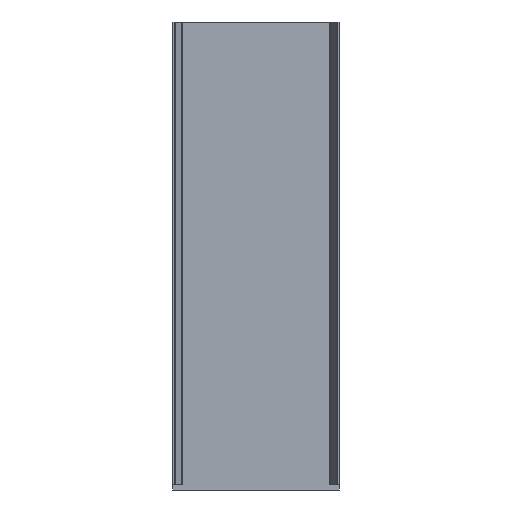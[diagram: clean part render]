
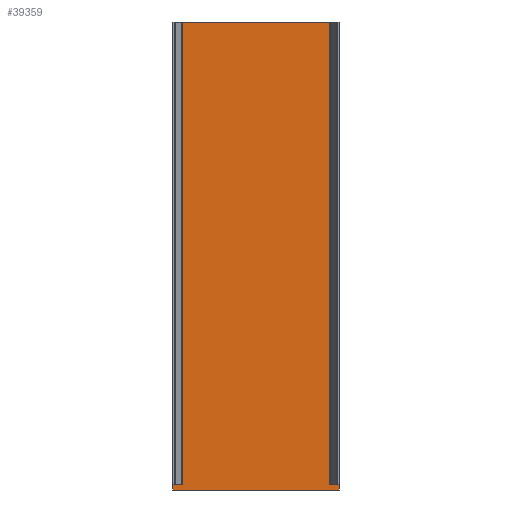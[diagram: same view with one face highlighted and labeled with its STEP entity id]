
A CAD part, left-side view. The second image highlights one B-rep face of the part: STEP entity #39359.
In plain terms, the highlighted planar face has unit normal (-1, 0, 0).
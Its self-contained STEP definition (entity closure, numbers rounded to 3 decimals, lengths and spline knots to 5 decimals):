
#5510=ORIENTED_EDGE('',*,*,#13929,.F.);
#5511=ORIENTED_EDGE('',*,*,#13991,.T.);
#5512=ORIENTED_EDGE('',*,*,#13992,.T.);
#5513=ORIENTED_EDGE('',*,*,#13993,.T.);
#5514=ORIENTED_EDGE('',*,*,#13994,.F.);
#5515=ORIENTED_EDGE('',*,*,#13995,.F.);
#5516=ORIENTED_EDGE('',*,*,#13984,.F.);
#5517=ORIENTED_EDGE('',*,*,#13943,.F.);
#13929=EDGE_CURVE('',#18623,#18625,#23244,.T.);
#13943=EDGE_CURVE('',#18625,#18638,#23258,.T.);
#13984=EDGE_CURVE('',#18638,#18666,#23295,.T.);
#13991=EDGE_CURVE('',#18623,#18677,#23302,.T.);
#13992=EDGE_CURVE('',#18677,#18678,#23303,.T.);
#13993=EDGE_CURVE('',#18678,#18679,#23304,.T.);
#13994=EDGE_CURVE('',#18680,#18679,#23305,.T.);
#13995=EDGE_CURVE('',#18666,#18680,#23306,.T.);
#18623=VERTEX_POINT('',#56970);
#18625=VERTEX_POINT('',#56973);
#18638=VERTEX_POINT('',#57001);
#18666=VERTEX_POINT('',#57065);
#18677=VERTEX_POINT('',#57097);
#18678=VERTEX_POINT('',#57099);
#18679=VERTEX_POINT('',#57101);
#18680=VERTEX_POINT('',#57103);
#23244=LINE('',#56972,#28801);
#23258=LINE('',#57000,#28815);
#23295=LINE('',#57082,#28852);
#23302=LINE('',#57096,#28859);
#23303=LINE('',#57098,#28860);
#23304=LINE('',#57100,#28861);
#23305=LINE('',#57102,#28862);
#23306=LINE('',#57104,#28863);
#28801=VECTOR('',#46715,1.);
#28815=VECTOR('',#46731,1.);
#28852=VECTOR('',#46784,1.);
#28859=VECTOR('',#46801,1.);
#28860=VECTOR('',#46802,1.);
#28861=VECTOR('',#46803,1.);
#28862=VECTOR('',#46804,1.);
#28863=VECTOR('',#46805,1.);
#32873=EDGE_LOOP('',(#5510,#5511,#5512,#5513,#5514,#5515,#5516,#5517));
#35342=FACE_BOUND('',#32873,.T.);
#37509=PLANE('',#41242);
#39359=ADVANCED_FACE('',(#35342),#37509,.T.);
#41242=AXIS2_PLACEMENT_3D('',#57095,#46799,#46800);
#46715=DIRECTION('',(0.,1.,0.));
#46731=DIRECTION('',(0.,0.,1.));
#46784=DIRECTION('',(0.,-1.,0.));
#46799=DIRECTION('',(-1.,0.,0.));
#46800=DIRECTION('',(0.,-1.,0.));
#46801=DIRECTION('',(0.,0.,1.));
#46802=DIRECTION('',(0.,1.,0.));
#46803=DIRECTION('',(0.,0.,1.));
#46804=DIRECTION('',(0.,-1.,0.));
#46805=DIRECTION('',(0.,0.,1.));
#56970=CARTESIAN_POINT('',(-0.01381,-0.11715,-0.14855));
#56972=CARTESIAN_POINT('',(-0.01381,-0.11715,-0.14855));
#56973=CARTESIAN_POINT('',(-0.01381,-0.05485,-0.14855));
#57000=CARTESIAN_POINT('',(-0.01381,-0.05485,-0.14855));
#57001=CARTESIAN_POINT('',(-0.01381,-0.05485,-0.14655));
#57065=CARTESIAN_POINT('',(-0.01381,-0.05848,-0.14655));
#57082=CARTESIAN_POINT('',(-0.01381,-0.07757,-0.14655));
#57095=CARTESIAN_POINT('',(-0.01381,-0.06915,-0.05255));
#57096=CARTESIAN_POINT('',(-0.01381,-0.11715,-0.14855));
#57097=CARTESIAN_POINT('',(-0.01381,-0.11715,-0.14655));
#57098=CARTESIAN_POINT('',(-0.01381,-0.09443,-0.14655));
#57099=CARTESIAN_POINT('',(-0.01381,-0.11352,-0.14655));
#57100=CARTESIAN_POINT('',(-0.01381,-0.11352,0.06945));
#57101=CARTESIAN_POINT('',(-0.01381,-0.11352,0.02645));
#57102=CARTESIAN_POINT('',(-0.01381,-0.06915,0.02645));
#57103=CARTESIAN_POINT('',(-0.01381,-0.05848,0.02645));
#57104=CARTESIAN_POINT('',(-0.01381,-0.05848,0.06945));
